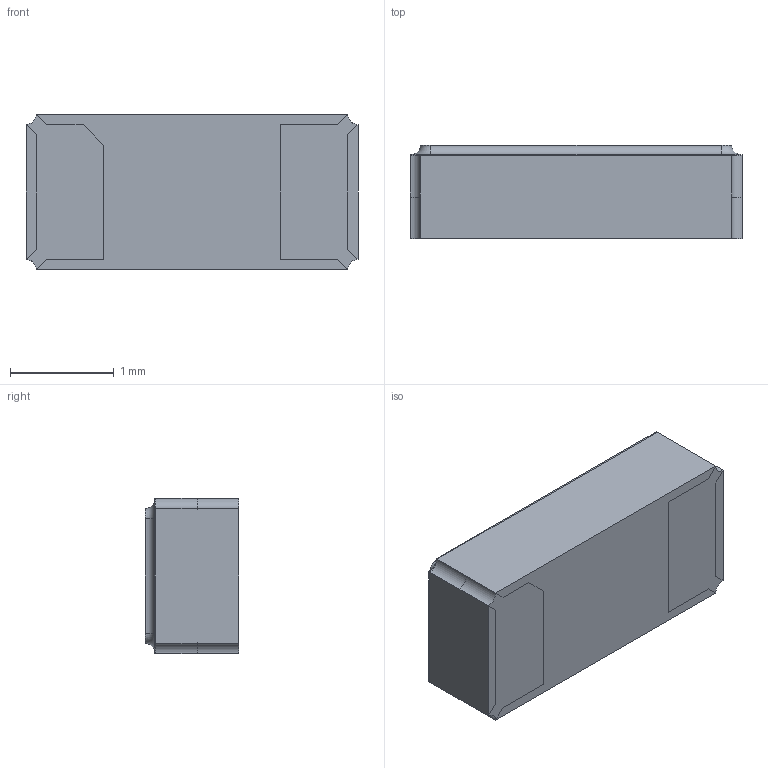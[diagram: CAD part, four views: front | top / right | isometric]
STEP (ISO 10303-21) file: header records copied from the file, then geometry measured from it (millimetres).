
FILE_DESCRIPTION (( 'STEP AP214' ), '1' );
FILE_NAME ('NX3215SA-32.768K-STD-MUA-14.STEP', '2020-12-01T01:30:38', ( '' ), ( '' ), 'SwSTEP 2.0', 'SolidWorks 2017', '' );
FILE_SCHEMA (( 'AUTOMOTIVE_DESIGN' ));
Length unit declared in the file: millimetre
Products named in the file (1): NX3215SA-32.768K-STD-MUA-14
Bounding box: 3.2 x 0.9 x 1.5 mm (x, y, z)
Volume: 4.2 mm3; surface area: 38.5 mm2
Topology: 5 solids, 5 shells, 105 faces, 263 edges, 167 vertices
Faces by surface type: plane 76, cylinder 25, torus 4
Entity records: 3200 total; most frequent: CARTESIAN_POINT 572, DIRECTION 532, ORIENTED_EDGE 526, EDGE_CURVE 263, VECTOR 198, LINE 198, VERTEX_POINT 167, AXIS2_PLACEMENT_3D 167
